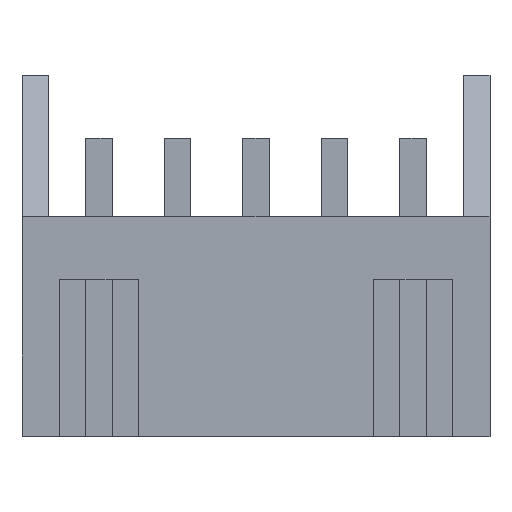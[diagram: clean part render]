
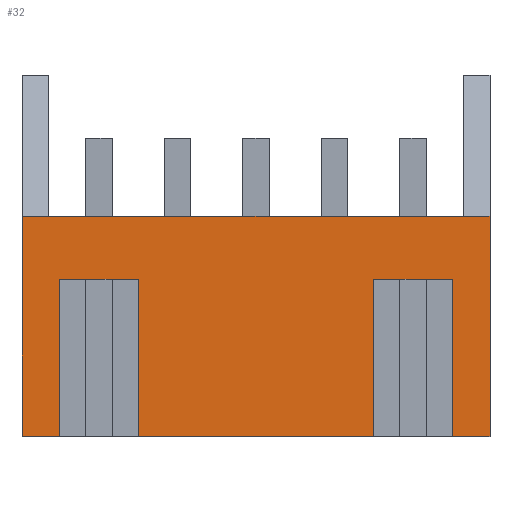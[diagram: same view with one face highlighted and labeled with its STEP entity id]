
A CAD part, top view. The second image highlights one B-rep face of the part: STEP entity #32.
In plain terms, the highlighted planar face has unit normal (0, 0, 1).
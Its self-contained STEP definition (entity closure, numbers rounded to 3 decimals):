
#16=DIRECTION('',(1.,0.,0.));
#32=ADVANCED_FACE('',(#33),#115,.T.);
#33=FACE_BOUND('',#34,.T.);
#34=EDGE_LOOP('',(#35,#44,#51,#58,#65,#72,#76,#81,#88,#93,#97,#102    ,#107,#113));
#35=ORIENTED_EDGE('',*,*,#36,.F.);
#36=EDGE_CURVE('',#37,#39,#41,.T.);
#37=VERTEX_POINT('',#38);
#38=CARTESIAN_POINT('',(-7.45,-9.075,6.1));
#39=VERTEX_POINT('',#40);
#40=CARTESIAN_POINT('',(-7.45,-2.075,6.1));
#41=LINE('',#38,#42);
#42=VECTOR('',#43,1.);
#43=DIRECTION('',(0.,1.,0.));
#44=ORIENTED_EDGE('',*,*,#45,.T.);
#45=EDGE_CURVE('',#37,#46,#48,.T.);
#46=VERTEX_POINT('',#47);
#47=CARTESIAN_POINT('',(-6.25,-9.075,6.1));
#48=LINE('',#38,#49);
#49=VECTOR('',#50,1.);
#50=DIRECTION('',(1.,0.,0.));
#51=ORIENTED_EDGE('',*,*,#52,.T.);
#52=EDGE_CURVE('',#46,#53,#55,.T.);
#53=VERTEX_POINT('',#54);
#54=CARTESIAN_POINT('',(-6.25,-4.075,6.1));
#55=LINE('',#47,#56);
#56=VECTOR('',#57,1.);
#57=DIRECTION('',(0.,1.,0.));
#58=ORIENTED_EDGE('',*,*,#59,.T.);
#59=EDGE_CURVE('',#53,#60,#62,.T.);
#60=VERTEX_POINT('',#61);
#61=CARTESIAN_POINT('',(-3.75,-4.075,6.1));
#62=LINE('',#54,#63);
#63=VECTOR('',#64,1.);
#64=DIRECTION('',(1.,0.,0.));
#65=ORIENTED_EDGE('',*,*,#66,.T.);
#66=EDGE_CURVE('',#60,#67,#69,.T.);
#67=VERTEX_POINT('',#68);
#68=CARTESIAN_POINT('',(-3.75,-9.075,6.1));
#69=LINE('',#61,#70);
#70=VECTOR('',#71,1.);
#71=DIRECTION('',(0.,-1.,0.));
#72=ORIENTED_EDGE('',*,*,#73,.T.);
#73=EDGE_CURVE('',#67,#74,#48,.T.);
#74=VERTEX_POINT('',#75);
#75=CARTESIAN_POINT('',(3.75,-9.075,6.1));
#76=ORIENTED_EDGE('',*,*,#77,.F.);
#77=EDGE_CURVE('',#78,#74,#80,.T.);
#78=VERTEX_POINT('',#79);
#79=CARTESIAN_POINT('',(3.75,-4.075,6.1));
#80=LINE('',#79,#70);
#81=ORIENTED_EDGE('',*,*,#82,.F.);
#82=EDGE_CURVE('',#83,#78,#85,.T.);
#83=VERTEX_POINT('',#84);
#84=CARTESIAN_POINT('',(6.25,-4.075,6.1));
#85=LINE('',#84,#86);
#86=VECTOR('',#87,1.);
#87=DIRECTION('',(-1.,0.,0.));
#88=ORIENTED_EDGE('',*,*,#89,.F.);
#89=EDGE_CURVE('',#90,#83,#92,.T.);
#90=VERTEX_POINT('',#91);
#91=CARTESIAN_POINT('',(6.25,-9.075,6.1));
#92=LINE('',#91,#56);
#93=ORIENTED_EDGE('',*,*,#94,.T.);
#94=EDGE_CURVE('',#90,#95,#48,.T.);
#95=VERTEX_POINT('',#96);
#96=CARTESIAN_POINT('',(7.45,-9.075,6.1));
#97=ORIENTED_EDGE('',*,*,#98,.T.);
#98=EDGE_CURVE('',#95,#99,#101,.T.);
#99=VERTEX_POINT('',#100);
#100=CARTESIAN_POINT('',(7.45,-2.075,6.1));
#101=LINE('',#96,#42);
#102=ORIENTED_EDGE('',*,*,#103,.F.);
#103=EDGE_CURVE('',#104,#99,#106,.T.);
#104=VERTEX_POINT('',#105);
#105=CARTESIAN_POINT('',(6.6,-2.075,6.1));
#106=LINE('',#40,#49);
#107=ORIENTED_EDGE('',*,*,#108,.F.);
#108=EDGE_CURVE('',#109,#104,#111,.T.);
#109=VERTEX_POINT('',#110);
#110=CARTESIAN_POINT('',(-6.6,-2.075,6.1));
#111=LINE('',#110,#112);
#112=VECTOR('',#16,1.);
#113=ORIENTED_EDGE('',*,*,#114,.F.);
#114=EDGE_CURVE('',#39,#109,#106,.T.);
#115=PLANE('',#116);
#116=AXIS2_PLACEMENT_3D('',#38,#117,#118);
#117=DIRECTION('',(0.,0.,1.));
#118=DIRECTION('',(0.,1.,0.));
